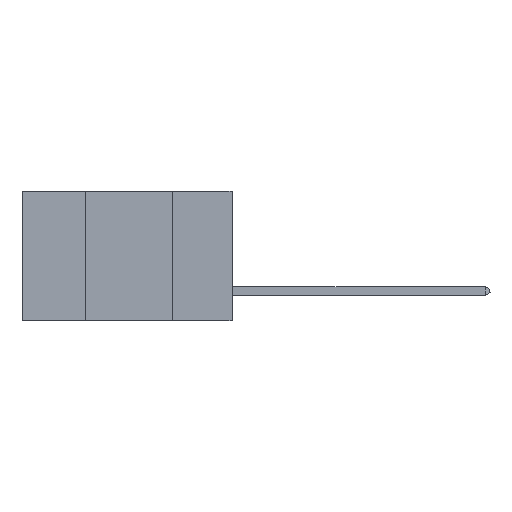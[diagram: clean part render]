
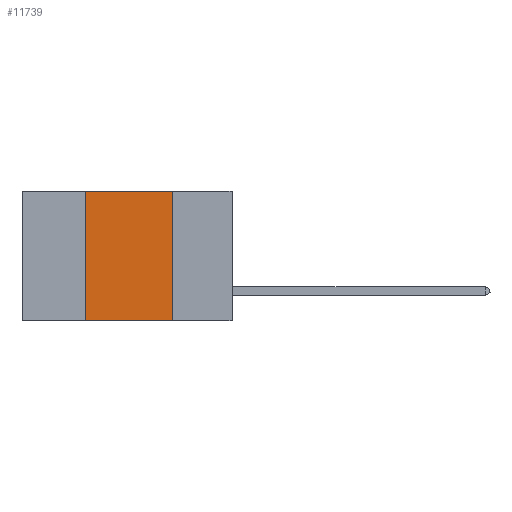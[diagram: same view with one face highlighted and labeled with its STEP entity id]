
A CAD part, left-side view. The second image highlights one B-rep face of the part: STEP entity #11739.
In plain terms, the highlighted planar face has unit normal (-1, 0, 0).
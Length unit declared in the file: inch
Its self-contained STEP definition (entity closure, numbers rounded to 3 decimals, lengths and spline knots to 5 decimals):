
#692 = DIRECTION ( 'NONE',  ( 0., 0., -1. ) ) ;
#787 = AXIS2_PLACEMENT_3D ( 'NONE', #13568, #13626, #2520 ) ;
#857 = CARTESIAN_POINT ( 'NONE',  ( 0., 0.42, 0. ) ) ;
#1817 = ORIENTED_EDGE ( 'NONE', *, *, #6403, .F. ) ;
#2484 = VECTOR ( 'NONE', #692, 39.37008 ) ;
#2520 = DIRECTION ( 'NONE',  ( 0., 0., -1. ) ) ;
#2589 = DIRECTION ( 'NONE',  ( 0., -1., 0. ) ) ;
#2979 = EDGE_CURVE ( 'NONE', #12326, #14956, #9387, .T. ) ;
#3805 = VECTOR ( 'NONE', #2589, 39.37008 ) ;
#4022 = LINE ( 'NONE', #13105, #2484 ) ;
#4414 = EDGE_CURVE ( 'NONE', #15895, #11530, #11533, .T. ) ;
#4622 = DIRECTION ( 'NONE',  ( 0., 0., 1. ) ) ;
#4866 = CARTESIAN_POINT ( 'NONE',  ( 0., 0.17, -0.37 ) ) ;
#5023 = CARTESIAN_POINT ( 'NONE',  ( 0., 0.42, -0.37 ) ) ;
#5354 = VECTOR ( 'NONE', #9332, 39.37008 ) ;
#5905 = PLANE ( 'NONE',  #787 ) ;
#6202 = EDGE_LOOP ( 'NONE', ( #1817, #11144, #13987, #11550 ) ) ;
#6403 = EDGE_CURVE ( 'NONE', #14956, #11530, #4022, .T. ) ;
#9332 = DIRECTION ( 'NONE',  ( 0., -1., 0. ) ) ;
#9387 = LINE ( 'NONE', #10534, #5354 ) ;
#9564 = EDGE_CURVE ( 'NONE', #15895, #12326, #15510, .T. ) ;
#9565 = CARTESIAN_POINT ( 'NONE',  ( 0., 0.17, 0. ) ) ;
#9992 = CARTESIAN_POINT ( 'NONE',  ( 0., 0.6, -0.37 ) ) ;
#10534 = CARTESIAN_POINT ( 'NONE',  ( 0., 0.6, 0. ) ) ;
#11144 = ORIENTED_EDGE ( 'NONE', *, *, #2979, .F. ) ;
#11530 = VERTEX_POINT ( 'NONE', #4866 ) ;
#11533 = LINE ( 'NONE', #9992, #3805 ) ;
#11550 = ORIENTED_EDGE ( 'NONE', *, *, #4414, .T. ) ;
#11739 = ADVANCED_FACE ( 'NONE', ( #14811 ), #5905, .F. ) ;
#11934 = CARTESIAN_POINT ( 'NONE',  ( 0., 0.42, 0. ) ) ;
#12326 = VERTEX_POINT ( 'NONE', #11934 ) ;
#13105 = CARTESIAN_POINT ( 'NONE',  ( 0., 0.17, 0. ) ) ;
#13568 = CARTESIAN_POINT ( 'NONE',  ( 0., 0.6, 0. ) ) ;
#13626 = DIRECTION ( 'NONE',  ( 1., 0., 0. ) ) ;
#13987 = ORIENTED_EDGE ( 'NONE', *, *, #9564, .F. ) ;
#14741 = VECTOR ( 'NONE', #4622, 39.37008 ) ;
#14811 = FACE_OUTER_BOUND ( 'NONE', #6202, .T. ) ;
#14956 = VERTEX_POINT ( 'NONE', #9565 ) ;
#15510 = LINE ( 'NONE', #857, #14741 ) ;
#15895 = VERTEX_POINT ( 'NONE', #5023 ) ;
